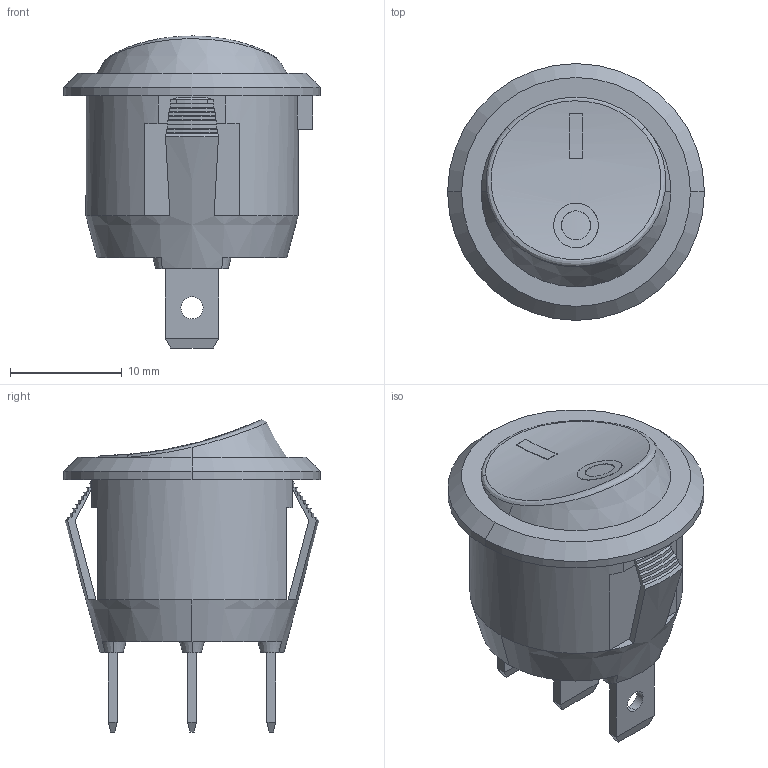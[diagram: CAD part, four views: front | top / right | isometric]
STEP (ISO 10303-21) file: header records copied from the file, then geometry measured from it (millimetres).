
FILE_DESCRIPTION (( 'STEP AP214' ), '1' );
FILE_NAME ('User Library-Arco Electric Switch R13112ABB-602AW.STEP', '2012-11-30T06:49:57', ( 'Windows User' ), ( '' ), 'SwSTEP 2.0', 'SolidWorks 2013', '' );
FILE_SCHEMA (( 'AUTOMOTIVE_DESIGN' ));
Length unit declared in the file: millimetre
Products named in the file (1): User Library-Arco Electric Switch R13112ABB-602AW
Bounding box: 23 x 23 x 27.95 mm (x, y, z)
Volume: 5112.2 mm3; surface area: 2274 mm2
Topology: 1 solids, 1 shells, 136 faces, 378 edges, 249 vertices
Faces by surface type: plane 57, cone 40, cylinder 37, bspline 2
Entity records: 5222 total; most frequent: CARTESIAN_POINT 1366, ORIENTED_EDGE 756, DIRECTION 736, EDGE_CURVE 378, VERTEX_POINT 249, AXIS2_PLACEMENT_3D 248, LINE 240, VECTOR 240
